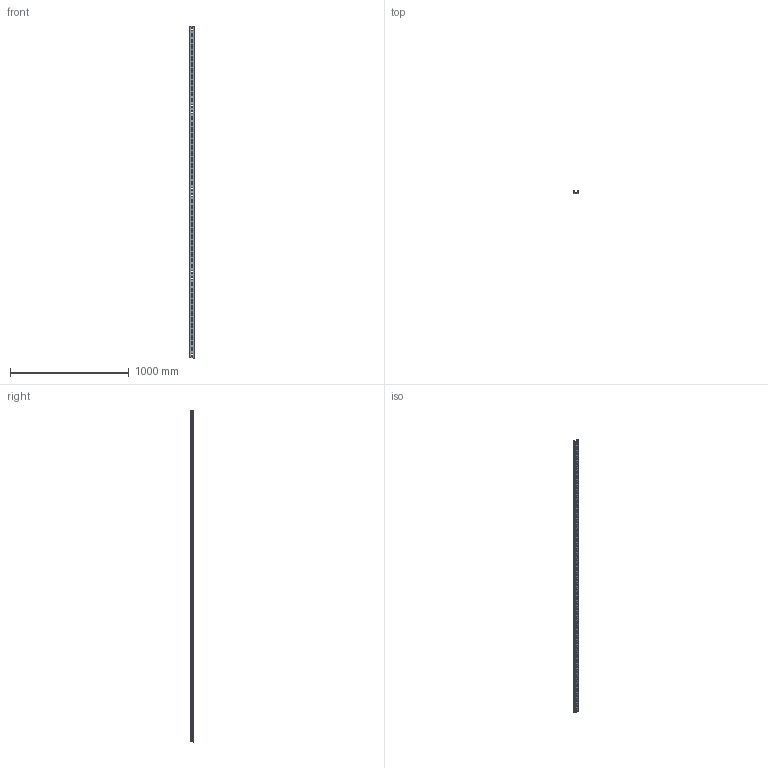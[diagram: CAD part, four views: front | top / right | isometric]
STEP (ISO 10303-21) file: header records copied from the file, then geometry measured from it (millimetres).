
FILE_DESCRIPTION (( 'STEP AP203' ), '1' );
FILE_NAME ('STRUT-镳铘桦黖h21-2800.step', '2022-01-25T11:26:47', ( '' ), ( '' ), 'SwSTEP 2.0', 'SolidWorks 2017', '' );
FILE_SCHEMA (( 'CONFIG_CONTROL_DESIGN' ));
Length unit declared in the file: millimetre
Products named in the file (1): STRUT-镳铘桦黖h21-2800
Bounding box: 41 x 21 x 2800 mm (x, y, z)
Volume: 401688.1 mm3; surface area: 558889.9 mm2
Topology: 1 solids, 1 shells, 1848 faces, 5538 edges, 3692 vertices
Faces by surface type: plane 1730, cylinder 118
Entity records: 61479 total; most frequent: CARTESIAN_POINT 11079, ORIENTED_EDGE 11076, DIRECTION 9472, EDGE_CURVE 5538, LINE 5302, VECTOR 5302, VERTEX_POINT 3692, AXIS2_PLACEMENT_3D 2085
